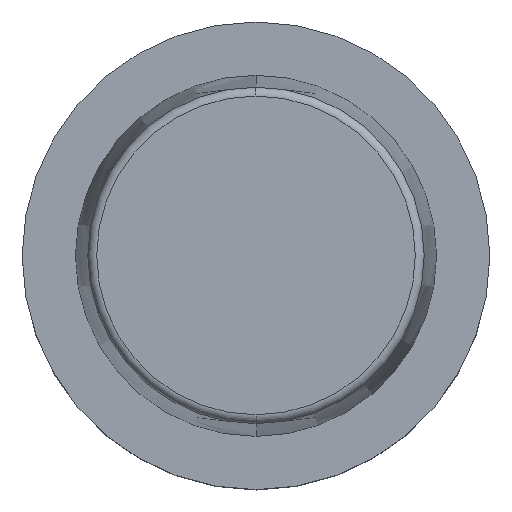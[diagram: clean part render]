
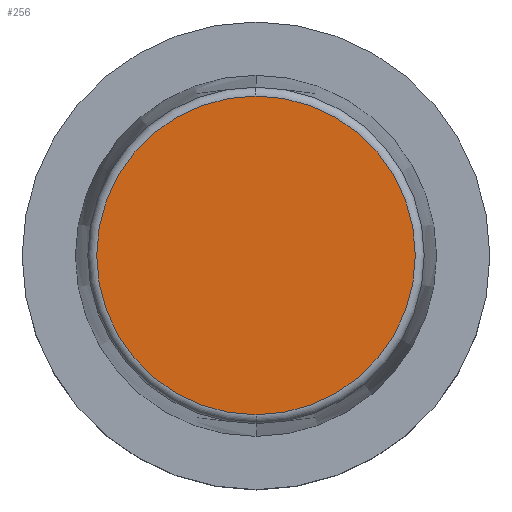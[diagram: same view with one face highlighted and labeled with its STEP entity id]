
A CAD part, top view. The second image highlights one B-rep face of the part: STEP entity #256.
In plain terms, the highlighted planar face has unit normal (0, 0, 1).
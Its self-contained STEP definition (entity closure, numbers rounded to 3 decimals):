
#232=EDGE_CURVE('',#266,#570,#629,.T.);
#252=EDGE_CURVE('',#570,#266,#650,.T.);
#256=ADVANCED_FACE('',(#654),#655,.T.);
#266=VERTEX_POINT('',#665);
#570=VERTEX_POINT('',#1011);
#629=CIRCLE('',#1064,21.462);
#650=CIRCLE('',#1091,21.462);
#654=FACE_OUTER_BOUND('',#1097,.T.);
#655=PLANE('',#1098);
#665=CARTESIAN_POINT('',(0.0,21.462,32.0));
#1011=CARTESIAN_POINT('',(0.,-21.462,32.0));
#1064=AXIS2_PLACEMENT_3D('',#1624,#1625,#1626);
#1091=AXIS2_PLACEMENT_3D('',#1645,#1646,#1647);
#1097=EDGE_LOOP('',(#1650,#1651));
#1098=AXIS2_PLACEMENT_3D('',#1652,#1653,#1654);
#1624=CARTESIAN_POINT('',(0.0,0.0,32.0));
#1625=DIRECTION('',(0.0,0.0,-1.0));
#1626=DIRECTION('',(0.0,1.0,0.0));
#1645=CARTESIAN_POINT('',(0.0,0.0,32.0));
#1646=DIRECTION('',(0.0,0.0,-1.0));
#1647=DIRECTION('',(0.0,1.0,0.0));
#1650=ORIENTED_EDGE('',*,*,#232,.F.);
#1651=ORIENTED_EDGE('',*,*,#252,.F.);
#1652=CARTESIAN_POINT('',(0.0,10.731,32.0));
#1653=DIRECTION('',(-0.0,0.0,1.0));
#1654=DIRECTION('',(0.0,-1.0,0.0));
